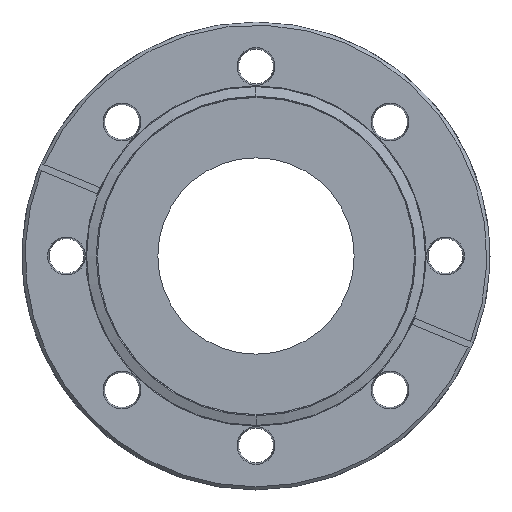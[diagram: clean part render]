
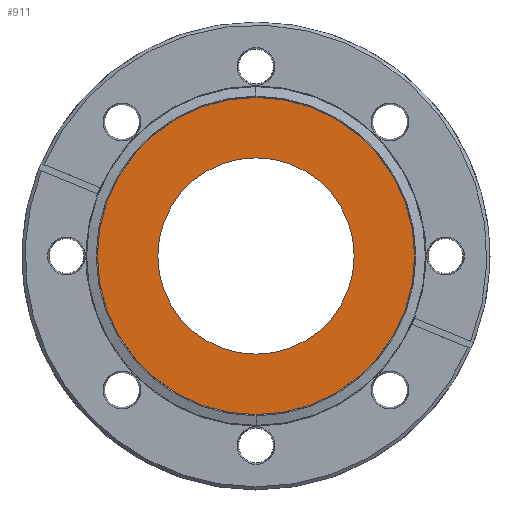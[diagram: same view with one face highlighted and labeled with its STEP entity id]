
A CAD part, left-side view. The second image highlights one B-rep face of the part: STEP entity #911.
In plain terms, the highlighted planar face has unit normal (-1, 0, 0).
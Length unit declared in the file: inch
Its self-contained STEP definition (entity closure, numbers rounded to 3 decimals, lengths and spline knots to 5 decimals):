
#16 = CIRCLE ( 'NONE', #176, 0.9375 ) ;
#69 = EDGE_CURVE ( 'NONE', #396, #1044, #1649, .T. ) ;
#71 = VERTEX_POINT ( 'NONE', #1481 ) ;
#104 = ORIENTED_EDGE ( 'NONE', *, *, #2108, .F. ) ;
#137 = DIRECTION ( 'NONE',  ( 0., 0., -1. ) ) ;
#176 = AXIS2_PLACEMENT_3D ( 'NONE', #1318, #722, #1512 ) ;
#301 = CARTESIAN_POINT ( 'NONE',  ( 0.051, 0., 0. ) ) ;
#318 = DIRECTION ( 'NONE',  ( -1., 0., 0. ) ) ;
#340 = CARTESIAN_POINT ( 'NONE',  ( 0.051, 0., 1.515 ) ) ;
#366 = AXIS2_PLACEMENT_3D ( 'NONE', #2334, #2133, #137 ) ;
#396 = VERTEX_POINT ( 'NONE', #340 ) ;
#489 = DIRECTION ( 'NONE',  ( -1., 0., 0. ) ) ;
#513 = ORIENTED_EDGE ( 'NONE', *, *, #2415, .T. ) ;
#590 = EDGE_CURVE ( 'NONE', #726, #71, #16, .T. ) ;
#647 = CARTESIAN_POINT ( 'NONE',  ( 0.051, 1.52, 0. ) ) ;
#689 = DIRECTION ( 'NONE',  ( 0., 0., -1. ) ) ;
#722 = DIRECTION ( 'NONE',  ( -1., 0., 0. ) ) ;
#725 = CARTESIAN_POINT ( 'NONE',  ( 0.051, 0., -1.515 ) ) ;
#726 = VERTEX_POINT ( 'NONE', #1749 ) ;
#849 = DIRECTION ( 'NONE',  ( 1., 0., 0. ) ) ;
#911 = ADVANCED_FACE ( 'NONE', ( #1157, #1832 ), #1630, .F. ) ;
#1044 = VERTEX_POINT ( 'NONE', #725 ) ;
#1078 = DIRECTION ( 'NONE',  ( 0., 0., 1. ) ) ;
#1157 = FACE_OUTER_BOUND ( 'NONE', #2225, .T. ) ;
#1221 = CIRCLE ( 'NONE', #2214, 0.9375 ) ;
#1313 = ORIENTED_EDGE ( 'NONE', *, *, #590, .F. ) ;
#1318 = CARTESIAN_POINT ( 'NONE',  ( 0.051, 0., 0. ) ) ;
#1446 = CIRCLE ( 'NONE', #366, 1.515 ) ;
#1481 = CARTESIAN_POINT ( 'NONE',  ( 0.051, 0., -0.9375 ) ) ;
#1512 = DIRECTION ( 'NONE',  ( 0., 0., 1. ) ) ;
#1630 = PLANE ( 'NONE',  #2358 ) ;
#1649 = CIRCLE ( 'NONE', #2268, 1.515 ) ;
#1749 = CARTESIAN_POINT ( 'NONE',  ( 0.051, 0., 0.9375 ) ) ;
#1805 = DIRECTION ( 'NONE',  ( 0., 0., -1. ) ) ;
#1832 = FACE_BOUND ( 'NONE', #2083, .T. ) ;
#2083 = EDGE_LOOP ( 'NONE', ( #1313, #104 ) ) ;
#2097 = CARTESIAN_POINT ( 'NONE',  ( 0.051, 0., 0. ) ) ;
#2108 = EDGE_CURVE ( 'NONE', #71, #726, #1221, .T. ) ;
#2133 = DIRECTION ( 'NONE',  ( -1., 0., 0. ) ) ;
#2214 = AXIS2_PLACEMENT_3D ( 'NONE', #2097, #318, #1078 ) ;
#2225 = EDGE_LOOP ( 'NONE', ( #513, #2291 ) ) ;
#2268 = AXIS2_PLACEMENT_3D ( 'NONE', #301, #489, #689 ) ;
#2291 = ORIENTED_EDGE ( 'NONE', *, *, #69, .T. ) ;
#2334 = CARTESIAN_POINT ( 'NONE',  ( 0.051, 0., 0. ) ) ;
#2358 = AXIS2_PLACEMENT_3D ( 'NONE', #647, #849, #1805 ) ;
#2415 = EDGE_CURVE ( 'NONE', #1044, #396, #1446, .T. ) ;
